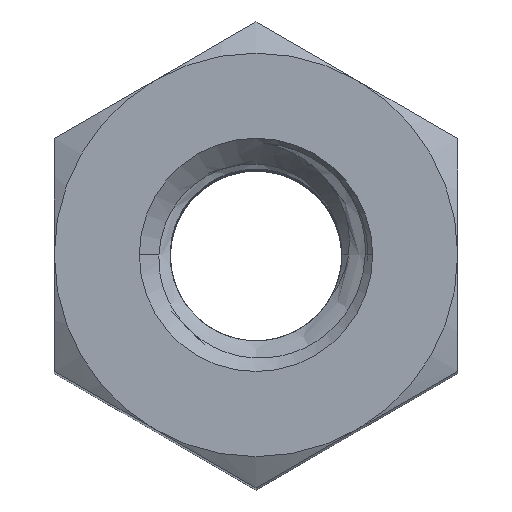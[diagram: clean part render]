
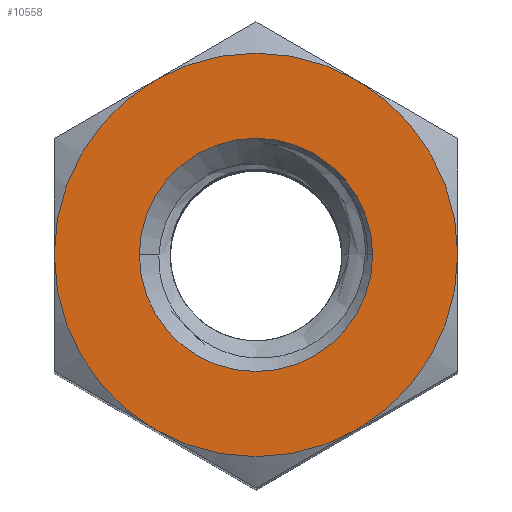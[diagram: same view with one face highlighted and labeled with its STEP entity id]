
A CAD part, top view. The second image highlights one B-rep face of the part: STEP entity #10558.
In plain terms, the highlighted planar face has unit normal (0, 0, 1).
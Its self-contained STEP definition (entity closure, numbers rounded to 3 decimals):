
#3145 = CARTESIAN_POINT ( 'NONE',  ( -2.25, 0., 7. ) ) ;
#3390 = CARTESIAN_POINT ( 'NONE',  ( 1.125, -1.949, 7. ) ) ;
#3391 = DIRECTION ( 'NONE',  ( -1., 0., 0. ) ) ;
#3392 = DIRECTION ( 'NONE',  ( 0., 0., -1. ) ) ;
#3393 = AXIS2_PLACEMENT_3D ( 'NONE', #3401, #3392, #3391 ) ;
#3394 = CIRCLE ( 'NONE', #3393, 2.25 ) ;
#3396 = DIRECTION ( 'NONE',  ( -1., 0., 0. ) ) ;
#3397 = DIRECTION ( 'NONE',  ( 0., 0., -1. ) ) ;
#3398 = CARTESIAN_POINT ( 'NONE',  ( 0., 0., 7. ) ) ;
#3399 = AXIS2_PLACEMENT_3D ( 'NONE', #3398, #3397, #3396 ) ;
#3400 = CIRCLE ( 'NONE', #3399, 2.25 ) ;
#3401 = CARTESIAN_POINT ( 'NONE',  ( 0., 0., 7. ) ) ;
#3411 = CARTESIAN_POINT ( 'NONE',  ( -1.125, 1.949, 7. ) ) ;
#3436 = CARTESIAN_POINT ( 'NONE',  ( 1.125, 1.949, 7. ) ) ;
#3453 = CARTESIAN_POINT ( 'NONE',  ( 2.25, 0., 7. ) ) ;
#3454 = DIRECTION ( 'NONE',  ( -1., 0., 0. ) ) ;
#3455 = DIRECTION ( 'NONE',  ( 0., 0., -1. ) ) ;
#3456 = CARTESIAN_POINT ( 'NONE',  ( 0., 0., 7. ) ) ;
#3457 = AXIS2_PLACEMENT_3D ( 'NONE', #3456, #3455, #3454 ) ;
#3458 = CIRCLE ( 'NONE', #3457, 2.25 ) ;
#3682 = CARTESIAN_POINT ( 'NONE',  ( -1.301, 0., 7. ) ) ;
#3879 = DIRECTION ( 'NONE',  ( -1., 0., 0. ) ) ;
#3880 = DIRECTION ( 'NONE',  ( 0., 0., -1. ) ) ;
#3881 = AXIS2_PLACEMENT_3D ( 'NONE', #3889, #3880, #3879 ) ;
#3882 = CIRCLE ( 'NONE', #3881, 2.25 ) ;
#3889 = CARTESIAN_POINT ( 'NONE',  ( 0., 0., 7. ) ) ;
#6809 = DIRECTION ( 'NONE',  ( -1., 0., 0. ) ) ;
#6810 = DIRECTION ( 'NONE',  ( 0., 0., -1. ) ) ;
#6811 = CARTESIAN_POINT ( 'NONE',  ( 0., 0., 7. ) ) ;
#6812 = AXIS2_PLACEMENT_3D ( 'NONE', #6811, #6810, #6809 ) ;
#6813 = CIRCLE ( 'NONE', #6812, 2.25 ) ;
#6814 = CARTESIAN_POINT ( 'NONE',  ( 0., 0., 7. ) ) ;
#6815 = CARTESIAN_POINT ( 'NONE',  ( -1.125, -1.949, 7. ) ) ;
#6816 = DIRECTION ( 'NONE',  ( -1., 0., 0. ) ) ;
#6817 = DIRECTION ( 'NONE',  ( 0., 0., -1. ) ) ;
#6818 = AXIS2_PLACEMENT_3D ( 'NONE', #6825, #6817, #6816 ) ;
#6819 = CIRCLE ( 'NONE', #6818, 1.301 ) ;
#6825 = CARTESIAN_POINT ( 'NONE',  ( 0., 0., 7. ) ) ;
#6831 = DIRECTION ( 'NONE',  ( 1., 0., 0. ) ) ;
#6832 = DIRECTION ( 'NONE',  ( 0., 0., 1. ) ) ;
#6833 = AXIS2_PLACEMENT_3D ( 'NONE', #6835, #6832, #6831 ) ;
#6835 = CARTESIAN_POINT ( 'NONE',  ( 0., 2.598, 7. ) ) ;
#6836 = PLANE ( 'NONE',  #6833 ) ;
#6837 = FACE_BOUND ( 'NONE', #10545, .T. ) ;
#6838 = FACE_OUTER_BOUND ( 'NONE', #10261, .T. ) ;
#6861 = DIRECTION ( 'NONE',  ( -1., 0., 0. ) ) ;
#6862 = DIRECTION ( 'NONE',  ( 0., 0., -1. ) ) ;
#6863 = AXIS2_PLACEMENT_3D ( 'NONE', #6814, #6862, #6861 ) ;
#6864 = CIRCLE ( 'NONE', #6863, 2.25 ) ;
#9452 = CARTESIAN_POINT ( 'NONE',  ( 1.301, 0., 7. ) ) ;
#9631 = CARTESIAN_POINT ( 'NONE',  ( 0., 0., 7. ) ) ;
#9668 = DIRECTION ( 'NONE',  ( -1., 0., 0. ) ) ;
#9669 = DIRECTION ( 'NONE',  ( 0., 0., -1. ) ) ;
#9670 = AXIS2_PLACEMENT_3D ( 'NONE', #9631, #9669, #9668 ) ;
#9671 = CIRCLE ( 'NONE', #9670, 1.301 ) ;
#10261 = EDGE_LOOP ( 'NONE', ( #10529, #10322, #10282, #10318, #10573, #10571 ) ) ;
#10282 = ORIENTED_EDGE ( 'NONE', *, *, #10319, .F. ) ;
#10285 = VERTEX_POINT ( 'NONE', #3145 ) ;
#10315 = VERTEX_POINT ( 'NONE', #3411 ) ;
#10318 = ORIENTED_EDGE ( 'NONE', *, *, #10320, .F. ) ;
#10319 = EDGE_CURVE ( 'NONE', #10315, #10326, #3400, .T. ) ;
#10320 = EDGE_CURVE ( 'NONE', #10285, #10315, #3394, .T. ) ;
#10322 = ORIENTED_EDGE ( 'NONE', *, *, #10330, .F. ) ;
#10324 = VERTEX_POINT ( 'NONE', #3390 ) ;
#10326 = VERTEX_POINT ( 'NONE', #3436 ) ;
#10330 = EDGE_CURVE ( 'NONE', #10326, #10340, #3458, .T. ) ;
#10340 = VERTEX_POINT ( 'NONE', #3453 ) ;
#10456 = VERTEX_POINT ( 'NONE', #3682 ) ;
#10524 = EDGE_CURVE ( 'NONE', #10340, #10324, #3882, .T. ) ;
#10529 = ORIENTED_EDGE ( 'NONE', *, *, #10524, .F. ) ;
#10545 = EDGE_LOOP ( 'NONE', ( #10568, #10566 ) ) ;
#10558 = ADVANCED_FACE ( 'NONE', ( #6838, #6837 ), #6836, .T. ) ;
#10566 = ORIENTED_EDGE ( 'NONE', *, *, #10567, .T. ) ;
#10567 = EDGE_CURVE ( 'NONE', #10875, #10456, #6819, .T. ) ;
#10568 = ORIENTED_EDGE ( 'NONE', *, *, #10978, .T. ) ;
#10569 = VERTEX_POINT ( 'NONE', #6815 ) ;
#10570 = EDGE_CURVE ( 'NONE', #10324, #10569, #6813, .T. ) ;
#10571 = ORIENTED_EDGE ( 'NONE', *, *, #10570, .F. ) ;
#10572 = EDGE_CURVE ( 'NONE', #10569, #10285, #6864, .T. ) ;
#10573 = ORIENTED_EDGE ( 'NONE', *, *, #10572, .F. ) ;
#10875 = VERTEX_POINT ( 'NONE', #9452 ) ;
#10978 = EDGE_CURVE ( 'NONE', #10456, #10875, #9671, .T. ) ;
